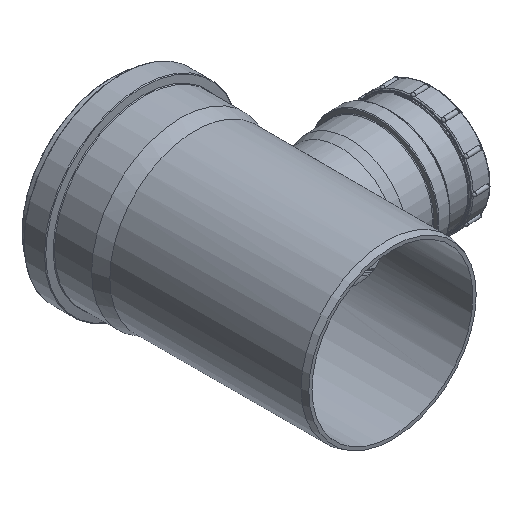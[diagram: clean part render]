
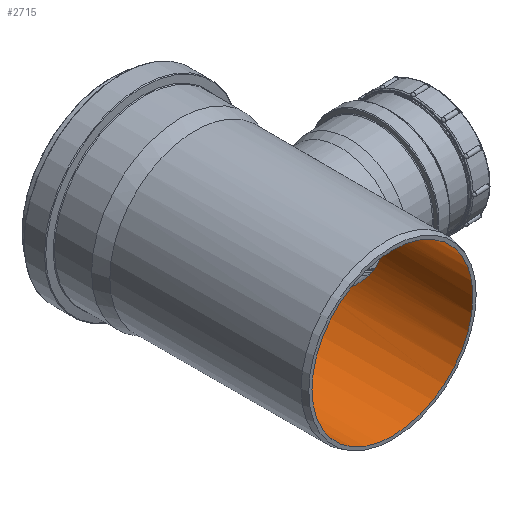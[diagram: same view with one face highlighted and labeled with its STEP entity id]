
A CAD part, isometric view. The second image highlights one B-rep face of the part: STEP entity #2715.
In plain terms, the highlighted cylindrical face has radius 118.15 mm (diameter 236.3 mm), a full revolution.
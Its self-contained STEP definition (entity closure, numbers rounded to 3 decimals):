
#62=FACE_BOUND('',#741,.T.);
#123=LINE('',#5057,#212);
#212=VECTOR('',#3453,118.15);
#357=CIRCLE('',#3004,118.15);
#358=CIRCLE('',#3006,118.15);
#508=CYLINDRICAL_SURFACE('',#3005,118.15);
#582=FACE_OUTER_BOUND('',#740,.T.);
#740=EDGE_LOOP('',(#1940,#1941,#1942,#1943));
#741=EDGE_LOOP('',(#1944,#1945));
#879=B_SPLINE_CURVE_WITH_KNOTS('',3,(#4842,#4843,#4844,#4845,#4846,#4847,
#4848,#4849,#4850,#4851,#4852,#4853,#4854,#4855,#4856,#4857,#4858,#4859,
#4860,#4861,#4862,#4863,#4864,#4865,#4866,#4867,#4868,#4869,#4870,#4871,
#4872,#4873,#4874,#4875,#4876,#4877,#4878,#4879,#4880,#4881,#4882,#4883,
#4884,#4885,#4886,#4887,#4888,#4889,#4890,#4891,#4892),.UNSPECIFIED.,.F.,
 .F.,(4,2,2,2,2,2,2,2,3,2,2,2,2,2,2,2,2,2,2,2,2,2,2,2,4),(35.67,
37.152,38.635,40.118,41.601,43.116,
44.632,46.148,47.663,49.142,50.62,
52.099,53.578,55.059,56.54,58.02,
59.501,60.982,62.463,63.944,65.425,
66.903,68.382,69.861,71.339),
 .UNSPECIFIED.);
#880=B_SPLINE_CURVE_WITH_KNOTS('',3,(#4893,#4894,#4895,#4896,#4897,#4898,
#4899,#4900,#4901,#4902,#4903,#4904,#4905,#4906,#4907,#4908,#4909,#4910),
 .UNSPECIFIED.,.F.,.F.,(4,2,2,2,2,2,2,2,4),(23.676,25.192,
26.707,28.223,29.739,31.221,32.704,
34.187,35.67),.UNSPECIFIED.);
#1034=VERTEX_POINT('',#4839);
#1035=VERTEX_POINT('',#4841);
#1080=VERTEX_POINT('',#5052);
#1081=VERTEX_POINT('',#5055);
#1339=EDGE_CURVE('',#1034,#1035,#879,.T.);
#1340=EDGE_CURVE('',#1035,#1034,#880,.T.);
#1410=EDGE_CURVE('',#1080,#1080,#357,.T.);
#1411=EDGE_CURVE('',#1081,#1081,#358,.T.);
#1412=EDGE_CURVE('',#1081,#1080,#123,.T.);
#1940=ORIENTED_EDGE('',*,*,#1411,.F.);
#1941=ORIENTED_EDGE('',*,*,#1412,.T.);
#1942=ORIENTED_EDGE('',*,*,#1410,.T.);
#1943=ORIENTED_EDGE('',*,*,#1412,.F.);
#1944=ORIENTED_EDGE('',*,*,#1340,.F.);
#1945=ORIENTED_EDGE('',*,*,#1339,.F.);
#2715=ADVANCED_FACE('',(#582,#62),#508,.F.);
#3004=AXIS2_PLACEMENT_3D('',#5053,#3447,#3448);
#3005=AXIS2_PLACEMENT_3D('',#5054,#3449,#3450);
#3006=AXIS2_PLACEMENT_3D('',#5056,#3451,#3452);
#3447=DIRECTION('center_axis',(0.,-1.,0.));
#3448=DIRECTION('ref_axis',(1.,0.,0.));
#3449=DIRECTION('center_axis',(0.,-1.,0.));
#3450=DIRECTION('ref_axis',(1.,0.,0.));
#3451=DIRECTION('center_axis',(0.,-1.,0.));
#3452=DIRECTION('ref_axis',(1.,0.,0.));
#3453=DIRECTION('',(0.,-1.,0.));
#4839=CARTESIAN_POINT('',(118.15,-4.262,0.));
#4841=CARTESIAN_POINT('',(90.336,-81.698,76.15));
#4842=CARTESIAN_POINT('Ctrl Pts',(118.15,-4.262,0.));
#4843=CARTESIAN_POINT('Ctrl Pts',(118.15,-4.262,-4.943));
#4844=CARTESIAN_POINT('Ctrl Pts',(117.833,-4.765,-10.002));
#4845=CARTESIAN_POINT('Ctrl Pts',(116.56,-6.821,-19.962));
#4846=CARTESIAN_POINT('Ctrl Pts',(115.604,-8.373,-24.864));
#4847=CARTESIAN_POINT('Ctrl Pts',(113.202,-12.397,-34.175));
#4848=CARTESIAN_POINT('Ctrl Pts',(111.753,-14.873,-38.594));
#4849=CARTESIAN_POINT('Ctrl Pts',(108.611,-20.504,-46.712));
#4850=CARTESIAN_POINT('Ctrl Pts',(106.919,-23.66,-50.411));
#4851=CARTESIAN_POINT('Ctrl Pts',(103.553,-30.37,-57.01));
#4852=CARTESIAN_POINT('Ctrl Pts',(101.75,-34.188,-60.143));
#4853=CARTESIAN_POINT('Ctrl Pts',(98.252,-42.504,-65.702));
#4854=CARTESIAN_POINT('Ctrl Pts',(96.56,-47.002,-68.129));
#4855=CARTESIAN_POINT('Ctrl Pts',(93.648,-56.451,-72.079));
#4856=CARTESIAN_POINT('Ctrl Pts',(92.43,-61.41,-73.606));
#4857=CARTESIAN_POINT('Ctrl Pts',(90.772,-71.508,-75.642));
#4858=CARTESIAN_POINT('Ctrl Pts',(90.336,-76.647,-76.15));
#4859=CARTESIAN_POINT('Ctrl Pts',(90.336,-81.698,-76.15));
#4860=CARTESIAN_POINT('Ctrl Pts',(90.336,-86.627,-76.15));
#4861=CARTESIAN_POINT('Ctrl Pts',(90.752,-91.648,-75.665));
#4862=CARTESIAN_POINT('Ctrl Pts',(92.366,-101.499,-73.685));
#4863=CARTESIAN_POINT('Ctrl Pts',(93.561,-106.331,-72.192));
#4864=CARTESIAN_POINT('Ctrl Pts',(96.436,-115.507,-68.303));
#4865=CARTESIAN_POINT('Ctrl Pts',(98.115,-119.861,-65.905));
#4866=CARTESIAN_POINT('Ctrl Pts',(101.594,-127.883,-60.403));
#4867=CARTESIAN_POINT('Ctrl Pts',(103.392,-131.55,-57.299));
#4868=CARTESIAN_POINT('Ctrl Pts',(106.785,-138.048,-50.697));
#4869=CARTESIAN_POINT('Ctrl Pts',(108.508,-141.118,-46.954));
#4870=CARTESIAN_POINT('Ctrl Pts',(111.7,-146.567,-38.753));
#4871=CARTESIAN_POINT('Ctrl Pts',(113.167,-148.947,-34.294));
#4872=CARTESIAN_POINT('Ctrl Pts',(115.594,-152.802,-24.918));
#4873=CARTESIAN_POINT('Ctrl Pts',(116.555,-154.28,-19.99));
#4874=CARTESIAN_POINT('Ctrl Pts',(117.834,-156.232,-10.));
#4875=CARTESIAN_POINT('Ctrl Pts',(118.15,-156.707,-4.936));
#4876=CARTESIAN_POINT('Ctrl Pts',(118.15,-156.707,4.936));
#4877=CARTESIAN_POINT('Ctrl Pts',(117.834,-156.232,10.));
#4878=CARTESIAN_POINT('Ctrl Pts',(116.555,-154.28,19.99));
#4879=CARTESIAN_POINT('Ctrl Pts',(115.594,-152.802,24.918));
#4880=CARTESIAN_POINT('Ctrl Pts',(113.167,-148.947,34.294));
#4881=CARTESIAN_POINT('Ctrl Pts',(111.7,-146.567,38.753));
#4882=CARTESIAN_POINT('Ctrl Pts',(108.508,-141.118,46.954));
#4883=CARTESIAN_POINT('Ctrl Pts',(106.785,-138.048,50.697));
#4884=CARTESIAN_POINT('Ctrl Pts',(103.392,-131.55,57.299));
#4885=CARTESIAN_POINT('Ctrl Pts',(101.594,-127.883,60.403));
#4886=CARTESIAN_POINT('Ctrl Pts',(98.115,-119.861,65.905));
#4887=CARTESIAN_POINT('Ctrl Pts',(96.436,-115.507,68.303));
#4888=CARTESIAN_POINT('Ctrl Pts',(93.561,-106.331,72.192));
#4889=CARTESIAN_POINT('Ctrl Pts',(92.366,-101.499,73.685));
#4890=CARTESIAN_POINT('Ctrl Pts',(90.752,-91.648,75.665));
#4891=CARTESIAN_POINT('Ctrl Pts',(90.336,-86.627,76.15));
#4892=CARTESIAN_POINT('Ctrl Pts',(90.336,-81.698,76.15));
#4893=CARTESIAN_POINT('Ctrl Pts',(90.336,-81.698,76.15));
#4894=CARTESIAN_POINT('Ctrl Pts',(90.336,-76.647,76.15));
#4895=CARTESIAN_POINT('Ctrl Pts',(90.772,-71.508,75.642));
#4896=CARTESIAN_POINT('Ctrl Pts',(92.43,-61.41,73.606));
#4897=CARTESIAN_POINT('Ctrl Pts',(93.648,-56.451,72.079));
#4898=CARTESIAN_POINT('Ctrl Pts',(96.56,-47.002,68.129));
#4899=CARTESIAN_POINT('Ctrl Pts',(98.252,-42.504,65.702));
#4900=CARTESIAN_POINT('Ctrl Pts',(101.75,-34.188,60.143));
#4901=CARTESIAN_POINT('Ctrl Pts',(103.553,-30.37,57.01));
#4902=CARTESIAN_POINT('Ctrl Pts',(106.919,-23.66,50.411));
#4903=CARTESIAN_POINT('Ctrl Pts',(108.611,-20.504,46.712));
#4904=CARTESIAN_POINT('Ctrl Pts',(111.753,-14.873,38.594));
#4905=CARTESIAN_POINT('Ctrl Pts',(113.202,-12.397,34.175));
#4906=CARTESIAN_POINT('Ctrl Pts',(115.604,-8.373,24.864));
#4907=CARTESIAN_POINT('Ctrl Pts',(116.56,-6.821,19.962));
#4908=CARTESIAN_POINT('Ctrl Pts',(117.833,-4.765,10.002));
#4909=CARTESIAN_POINT('Ctrl Pts',(118.15,-4.262,4.943));
#4910=CARTESIAN_POINT('Ctrl Pts',(118.15,-4.262,0.));
#5052=CARTESIAN_POINT('',(-118.15,-289.643,0.));
#5053=CARTESIAN_POINT('Origin',(0.,-289.643,0.));
#5054=CARTESIAN_POINT('Origin',(0.,-144.821,0.));
#5055=CARTESIAN_POINT('',(-118.15,0.,0.));
#5056=CARTESIAN_POINT('Origin',(0.,0.,0.));
#5057=CARTESIAN_POINT('',(-118.15,-144.821,0.));
